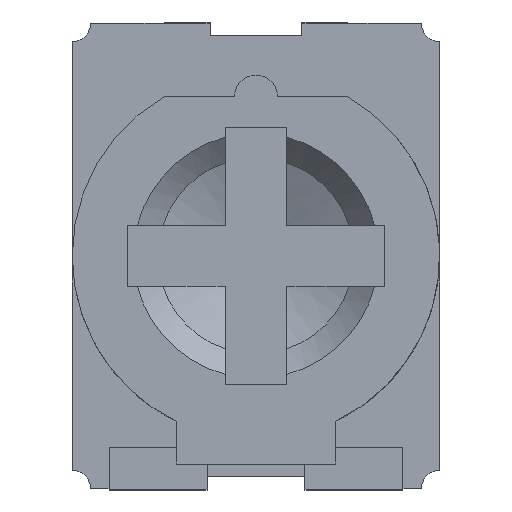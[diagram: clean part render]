
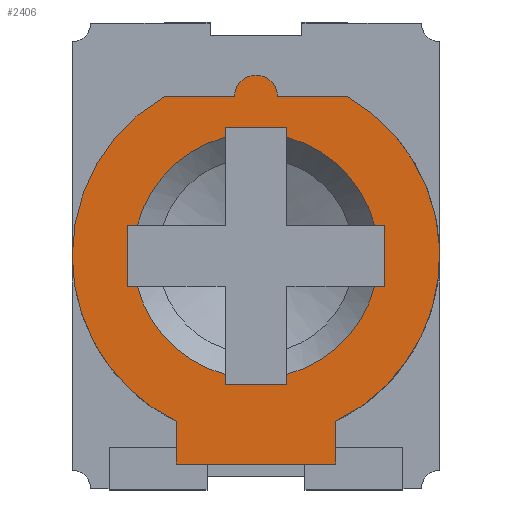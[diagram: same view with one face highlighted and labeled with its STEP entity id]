
A CAD part, top view. The second image highlights one B-rep face of the part: STEP entity #2406.
In plain terms, the highlighted planar face has unit normal (0, 0, 1).
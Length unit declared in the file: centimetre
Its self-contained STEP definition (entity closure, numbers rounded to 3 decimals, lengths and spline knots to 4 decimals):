
#1461=CARTESIAN_POINT('',(0.065,-0.17,0.12));
#1462=VERTEX_POINT('',#1461);
#1469=CARTESIAN_POINT('',(-0.065,-0.17,0.12));
#1470=VERTEX_POINT('',#1469);
#1471=CARTESIAN_POINT('',(-12345.065,-0.17,0.12));
#1472=DIRECTION('',(1.,0.,0.));
#1473=VECTOR('',#1472,24690.);
#1474=LINE('',#1471,#1473);
#1475=EDGE_CURVE('',#1470,#1462,#1474,.T.);
#1499=CARTESIAN_POINT('',(0.065,-0.1352,0.12));
#1500=VERTEX_POINT('',#1499);
#1507=CARTESIAN_POINT('',(0.065,-12345.17,0.12));
#1508=DIRECTION('',(-0.,1.,0.));
#1509=VECTOR('',#1508,24690.);
#1510=LINE('',#1507,#1509);
#1511=EDGE_CURVE('',#1462,#1500,#1510,.T.);
#1531=CARTESIAN_POINT('',(-0.065,-0.1352,0.12));
#1532=VERTEX_POINT('',#1531);
#1533=CARTESIAN_POINT('',(-0.065,12344.8648,0.12));
#1534=DIRECTION('',(-0.,-1.,0.));
#1535=VECTOR('',#1534,24690.);
#1536=LINE('',#1533,#1535);
#1537=EDGE_CURVE('',#1532,#1470,#1536,.T.);
#1572=CARTESIAN_POINT('',(-0.0748,0.13,0.12));
#1573=VERTEX_POINT('',#1572);
#1580=CARTESIAN_POINT('',(-0.0175,0.13,0.12));
#1581=VERTEX_POINT('',#1580);
#1582=CARTESIAN_POINT('',(12344.9769,0.13,0.12));
#1583=DIRECTION('',(-1.,0.,0.));
#1584=VECTOR('',#1583,24690.);
#1585=LINE('',#1582,#1584);
#1586=EDGE_CURVE('',#1581,#1573,#1585,.T.);
#1605=CARTESIAN_POINT('',(0.0175,0.13,0.12));
#1606=VERTEX_POINT('',#1605);
#1607=CARTESIAN_POINT('',(-0.,0.13,0.12));
#1608=DIRECTION('',(0.,0.,1.));
#1609=DIRECTION('',(1.,0.,-0.));
#1610=AXIS2_PLACEMENT_3D('',#1607,#1608,#1609);
#1611=CIRCLE('',#1610,0.0175);
#1612=EDGE_CURVE('',#1606,#1581,#1611,.T.);
#1631=CARTESIAN_POINT('',(0.0748,0.13,0.12));
#1632=VERTEX_POINT('',#1631);
#1633=CARTESIAN_POINT('',(12345.0231,0.13,0.12));
#1634=DIRECTION('',(-1.,-0.,0.));
#1635=VECTOR('',#1634,24690.);
#1636=LINE('',#1633,#1635);
#1637=EDGE_CURVE('',#1632,#1606,#1636,.T.);
#1654=CARTESIAN_POINT('',(-0.15,-0.,0.12));
#1655=VERTEX_POINT('',#1654);
#1665=CARTESIAN_POINT('',(-0.,-0.,0.12));
#1666=DIRECTION('',(0.,0.,-1.));
#1667=DIRECTION('',(1.,0.,0.));
#1668=AXIS2_PLACEMENT_3D('',#1665,#1666,#1667);
#1669=CIRCLE('',#1668,0.15);
#1670=EDGE_CURVE('',#1632,#1500,#1669,.T.);
#1675=CARTESIAN_POINT('',(-0.,-0.,0.12));
#1676=DIRECTION('',(0.,0.,-1.));
#1677=DIRECTION('',(1.,0.,0.));
#1678=AXIS2_PLACEMENT_3D('',#1675,#1676,#1677);
#1679=CIRCLE('',#1678,0.15);
#1680=EDGE_CURVE('',#1532,#1655,#1679,.T.);
#1717=CARTESIAN_POINT('',(0.025,-0.105,0.12));
#1718=VERTEX_POINT('',#1717);
#1725=CARTESIAN_POINT('',(0.025,-0.0968,0.12));
#1726=VERTEX_POINT('',#1725);
#1727=CARTESIAN_POINT('',(0.025,12344.9675,0.12));
#1728=DIRECTION('',(0.,-1.,0.));
#1729=VECTOR('',#1728,24690.);
#1730=LINE('',#1727,#1729);
#1731=EDGE_CURVE('',#1726,#1718,#1730,.T.);
#1748=CARTESIAN_POINT('',(-0.025,-0.0968,0.12));
#1749=VERTEX_POINT('',#1748);
#1758=CARTESIAN_POINT('',(-0.025,-0.105,0.12));
#1759=VERTEX_POINT('',#1758);
#1760=CARTESIAN_POINT('',(-0.025,-12345.0325,0.12));
#1761=DIRECTION('',(-0.,1.,0.));
#1762=VECTOR('',#1761,24690.);
#1763=LINE('',#1760,#1762);
#1764=EDGE_CURVE('',#1759,#1749,#1763,.T.);
#1822=CARTESIAN_POINT('',(-0.105,-0.025,0.12));
#1823=VERTEX_POINT('',#1822);
#1830=CARTESIAN_POINT('',(-0.0968,-0.025,0.12));
#1831=VERTEX_POINT('',#1830);
#1832=CARTESIAN_POINT('',(12344.9675,-0.025,0.12));
#1833=DIRECTION('',(-1.,-0.,0.));
#1834=VECTOR('',#1833,24690.);
#1835=LINE('',#1832,#1834);
#1836=EDGE_CURVE('',#1831,#1823,#1835,.T.);
#1853=CARTESIAN_POINT('',(-0.0968,0.025,0.12));
#1854=VERTEX_POINT('',#1853);
#1863=CARTESIAN_POINT('',(-0.105,0.025,0.12));
#1864=VERTEX_POINT('',#1863);
#1865=CARTESIAN_POINT('',(-12345.0325,0.025,0.12));
#1866=DIRECTION('',(1.,0.,-0.));
#1867=VECTOR('',#1866,24690.);
#1868=LINE('',#1865,#1867);
#1869=EDGE_CURVE('',#1864,#1854,#1868,.T.);
#1917=CARTESIAN_POINT('',(-0.105,-12345.,0.12));
#1918=DIRECTION('',(-0.,1.,0.));
#1919=VECTOR('',#1918,24690.);
#1920=LINE('',#1917,#1919);
#1921=EDGE_CURVE('',#1823,#1864,#1920,.T.);
#1940=CARTESIAN_POINT('',(12345.,-0.105,0.12));
#1941=DIRECTION('',(-1.,-0.,0.));
#1942=VECTOR('',#1941,24690.);
#1943=LINE('',#1940,#1942);
#1944=EDGE_CURVE('',#1718,#1759,#1943,.T.);
#1964=CARTESIAN_POINT('',(0.0968,-0.025,0.12));
#1965=VERTEX_POINT('',#1964);
#1972=CARTESIAN_POINT('',(0.105,-0.025,0.12));
#1973=VERTEX_POINT('',#1972);
#1974=CARTESIAN_POINT('',(12345.0325,-0.025,0.12));
#1975=DIRECTION('',(-1.,-0.,0.));
#1976=VECTOR('',#1975,24690.);
#1977=LINE('',#1974,#1976);
#1978=EDGE_CURVE('',#1973,#1965,#1977,.T.);
#2013=CARTESIAN_POINT('',(0.105,0.025,0.12));
#2014=VERTEX_POINT('',#2013);
#2015=CARTESIAN_POINT('',(0.105,12345.,0.12));
#2016=DIRECTION('',(-0.,-1.,0.));
#2017=VECTOR('',#2016,24690.);
#2018=LINE('',#2015,#2017);
#2019=EDGE_CURVE('',#2014,#1973,#2018,.T.);
#2038=CARTESIAN_POINT('',(0.0968,0.025,0.12));
#2039=VERTEX_POINT('',#2038);
#2069=CARTESIAN_POINT('',(-12344.9675,0.025,0.12));
#2070=DIRECTION('',(1.,0.,-0.));
#2071=VECTOR('',#2070,24690.);
#2072=LINE('',#2069,#2071);
#2073=EDGE_CURVE('',#2039,#2014,#2072,.T.);
#2092=CARTESIAN_POINT('',(0.025,0.0968,0.12));
#2093=VERTEX_POINT('',#2092);
#2100=CARTESIAN_POINT('',(0.025,0.105,0.12));
#2101=VERTEX_POINT('',#2100);
#2102=CARTESIAN_POINT('',(0.025,12345.0325,0.12));
#2103=DIRECTION('',(-0.,-1.,0.));
#2104=VECTOR('',#2103,24690.);
#2105=LINE('',#2102,#2104);
#2106=EDGE_CURVE('',#2101,#2093,#2105,.T.);
#2141=CARTESIAN_POINT('',(-0.025,0.105,0.12));
#2142=VERTEX_POINT('',#2141);
#2143=CARTESIAN_POINT('',(-12345.,0.105,0.12));
#2144=DIRECTION('',(1.,0.,-0.));
#2145=VECTOR('',#2144,24690.);
#2146=LINE('',#2143,#2145);
#2147=EDGE_CURVE('',#2142,#2101,#2146,.T.);
#2166=CARTESIAN_POINT('',(-0.025,0.0968,0.12));
#2167=VERTEX_POINT('',#2166);
#2188=CARTESIAN_POINT('',(-0.025,-12344.9675,0.12));
#2189=DIRECTION('',(0.,1.,-0.));
#2190=VECTOR('',#2189,24690.);
#2191=LINE('',#2188,#2190);
#2192=EDGE_CURVE('',#2167,#2142,#2191,.T.);
#2240=CARTESIAN_POINT('',(0.,0.,0.12));
#2241=DIRECTION('',(0.,0.,-1.));
#2242=DIRECTION('',(0.,1.,0.));
#2243=AXIS2_PLACEMENT_3D('',#2240,#2241,#2242);
#2244=CIRCLE('',#2243,0.1);
#2245=EDGE_CURVE('',#1854,#2167,#2244,.T.);
#2264=CARTESIAN_POINT('',(0.,0.,0.12));
#2265=DIRECTION('',(0.,0.,-1.));
#2266=DIRECTION('',(0.,1.,0.));
#2267=AXIS2_PLACEMENT_3D('',#2264,#2265,#2266);
#2268=CIRCLE('',#2267,0.1);
#2269=EDGE_CURVE('',#1749,#1831,#2268,.T.);
#2280=CARTESIAN_POINT('',(0.,0.,0.12));
#2281=DIRECTION('',(0.,0.,-1.));
#2282=DIRECTION('',(0.,1.,0.));
#2283=AXIS2_PLACEMENT_3D('',#2280,#2281,#2282);
#2284=CIRCLE('',#2283,0.1);
#2285=EDGE_CURVE('',#2093,#2039,#2284,.T.);
#2356=CARTESIAN_POINT('',(0.,0.,0.12));
#2357=DIRECTION('',(0.,0.,-1.));
#2358=DIRECTION('',(0.,1.,0.));
#2359=AXIS2_PLACEMENT_3D('',#2356,#2357,#2358);
#2360=CIRCLE('',#2359,0.1);
#2361=EDGE_CURVE('',#1965,#1726,#2360,.T.);
#2366=CARTESIAN_POINT('',(-0.,-0.,0.12));
#2367=DIRECTION('',(0.,0.,1.));
#2368=DIRECTION('',(1.,0.,0.));
#2369=AXIS2_PLACEMENT_3D('',#2366,#2367,#2368);
#2370=PLANE('',#2369);
#2371=ORIENTED_EDGE('',*,*,#1586,.T.);
#2372=CARTESIAN_POINT('',(-0.,-0.,0.12));
#2373=DIRECTION('',(0.,0.,-1.));
#2374=DIRECTION('',(1.,0.,0.));
#2375=AXIS2_PLACEMENT_3D('',#2372,#2373,#2374);
#2376=CIRCLE('',#2375,0.15);
#2377=EDGE_CURVE('',#1655,#1573,#2376,.T.);
#2378=ORIENTED_EDGE('',*,*,#2377,.F.);
#2379=ORIENTED_EDGE('',*,*,#1680,.F.);
#2380=ORIENTED_EDGE('',*,*,#1537,.T.);
#2381=ORIENTED_EDGE('',*,*,#1475,.T.);
#2382=ORIENTED_EDGE('',*,*,#1511,.T.);
#2383=ORIENTED_EDGE('',*,*,#1670,.F.);
#2384=ORIENTED_EDGE('',*,*,#1637,.T.);
#2385=ORIENTED_EDGE('',*,*,#1612,.T.);
#2386=EDGE_LOOP('',(#2371,#2378,#2379,#2380,#2381,#2382,#2383,#2384,#2385));
#2387=FACE_BOUND('',#2386,.T.);
#2388=ORIENTED_EDGE('',*,*,#1978,.T.);
#2389=ORIENTED_EDGE('',*,*,#2361,.T.);
#2390=ORIENTED_EDGE('',*,*,#1731,.T.);
#2391=ORIENTED_EDGE('',*,*,#1944,.T.);
#2392=ORIENTED_EDGE('',*,*,#1764,.T.);
#2393=ORIENTED_EDGE('',*,*,#2269,.T.);
#2394=ORIENTED_EDGE('',*,*,#1836,.T.);
#2395=ORIENTED_EDGE('',*,*,#1921,.T.);
#2396=ORIENTED_EDGE('',*,*,#1869,.T.);
#2397=ORIENTED_EDGE('',*,*,#2245,.T.);
#2398=ORIENTED_EDGE('',*,*,#2192,.T.);
#2399=ORIENTED_EDGE('',*,*,#2147,.T.);
#2400=ORIENTED_EDGE('',*,*,#2106,.T.);
#2401=ORIENTED_EDGE('',*,*,#2285,.T.);
#2402=ORIENTED_EDGE('',*,*,#2073,.T.);
#2403=ORIENTED_EDGE('',*,*,#2019,.T.);
#2404=EDGE_LOOP('',(#2388,#2389,#2390,#2391,#2392,#2393,#2394,#2395,#2396,#2397,#2398,#2399,#2400,#2401,#2402,#2403));
#2405=FACE_BOUND('',#2404,.T.);
#2406=ADVANCED_FACE('',(#2387,#2405),#2370,.T.);
